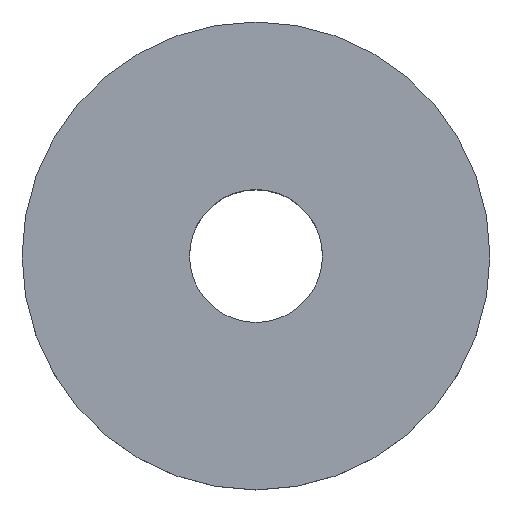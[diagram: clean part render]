
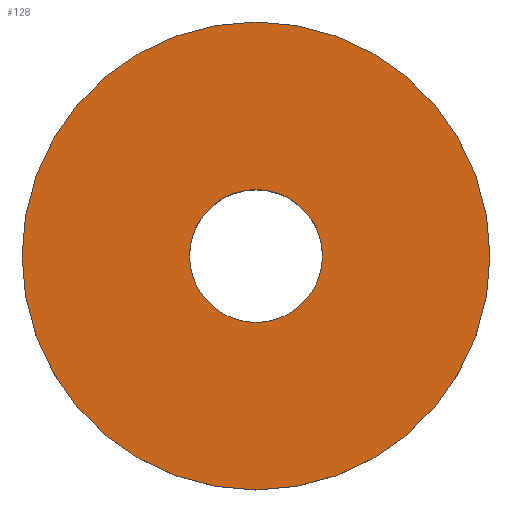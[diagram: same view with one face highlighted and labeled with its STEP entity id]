
A CAD part, top view. The second image highlights one B-rep face of the part: STEP entity #128.
In plain terms, the highlighted planar face has unit normal (0, 0, 1).
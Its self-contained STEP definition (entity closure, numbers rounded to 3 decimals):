
#28=FACE_BOUND('',#50,.T.);
#32=PLANE('',#158);
#39=FACE_OUTER_BOUND('',#49,.T.);
#49=EDGE_LOOP('',(#109));
#50=EDGE_LOOP('',(#110));
#63=CIRCLE('',#157,9.5);
#64=CIRCLE('',#159,2.7);
#73=VERTEX_POINT('',#230);
#74=VERTEX_POINT('',#234);
#85=EDGE_CURVE('',#73,#73,#63,.T.);
#87=EDGE_CURVE('',#74,#74,#64,.T.);
#109=ORIENTED_EDGE('',*,*,#85,.T.);
#110=ORIENTED_EDGE('',*,*,#87,.T.);
#128=ADVANCED_FACE('',(#39,#28),#32,.T.);
#157=AXIS2_PLACEMENT_3D('',#231,#190,#191);
#158=AXIS2_PLACEMENT_3D('',#233,#193,#194);
#159=AXIS2_PLACEMENT_3D('',#235,#195,#196);
#190=DIRECTION('center_axis',(0.,0.,1.));
#191=DIRECTION('ref_axis',(-1.,0.,0.));
#193=DIRECTION('center_axis',(0.,0.,1.));
#194=DIRECTION('ref_axis',(-1.,0.,0.));
#195=DIRECTION('center_axis',(0.,0.,-1.));
#196=DIRECTION('ref_axis',(-1.,0.,0.));
#230=CARTESIAN_POINT('',(9.5,0.,13.6));
#231=CARTESIAN_POINT('Origin',(0.,0.,13.6));
#233=CARTESIAN_POINT('Origin',(0.,0.,13.6));
#234=CARTESIAN_POINT('',(2.7,0.,13.6));
#235=CARTESIAN_POINT('Origin',(0.,0.,13.6));
